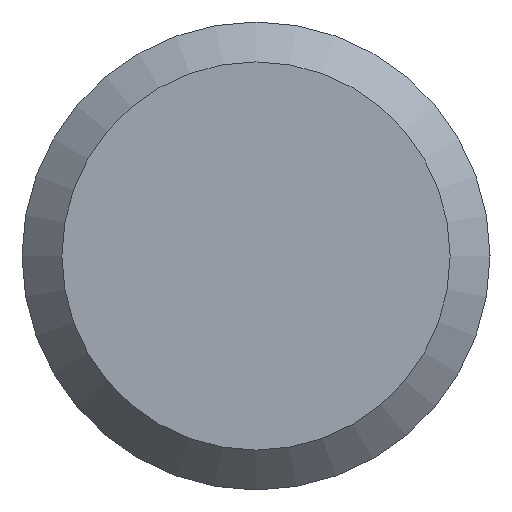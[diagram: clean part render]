
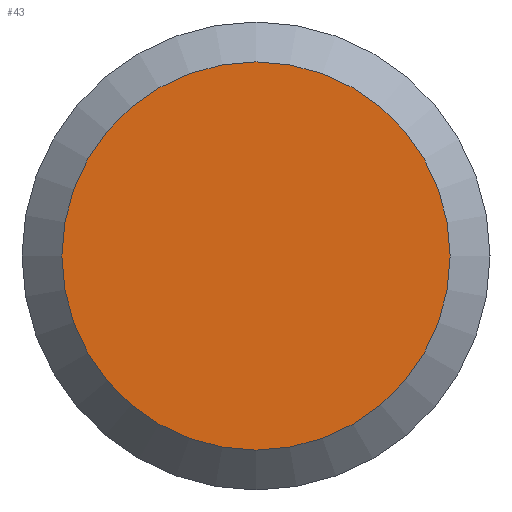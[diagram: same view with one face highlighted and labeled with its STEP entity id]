
A CAD part, left-side view. The second image highlights one B-rep face of the part: STEP entity #43.
In plain terms, the highlighted planar face has unit normal (-1, 0, 0).
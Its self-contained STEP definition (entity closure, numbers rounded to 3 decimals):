
#43 = ADVANCED_FACE( '', ( #87 ), #88, .F. );
#87 = FACE_OUTER_BOUND( '', #128, .T. );
#88 = PLANE( '', #129 );
#128 = EDGE_LOOP( '', ( #173 ) );
#129 = AXIS2_PLACEMENT_3D( '', #174, #175, #176 );
#173 = ORIENTED_EDGE( '', *, *, #200, .F. );
#174 = CARTESIAN_POINT( '', ( 0., 0., 0. ) );
#175 = DIRECTION( '', ( 1., 0., 0. ) );
#176 = DIRECTION( '', ( 0., 0., -1. ) );
#200 = EDGE_CURVE( '', #220, #220, #221, .T. );
#220 = VERTEX_POINT( '', #245 );
#221 = CIRCLE( '', #246, 7.467 );
#245 = CARTESIAN_POINT( '', ( 0., 0., -7.467 ) );
#246 = AXIS2_PLACEMENT_3D( '', #271, #272, #273 );
#271 = CARTESIAN_POINT( '', ( 0., 0., 0. ) );
#272 = DIRECTION( '', ( 1., 0., 0. ) );
#273 = DIRECTION( '', ( 0., 0., -1. ) );
